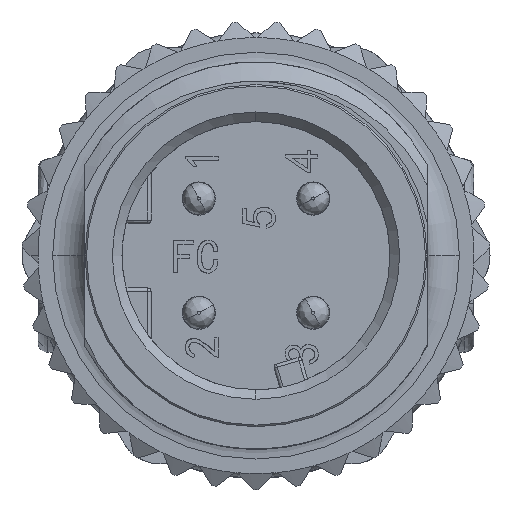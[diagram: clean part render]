
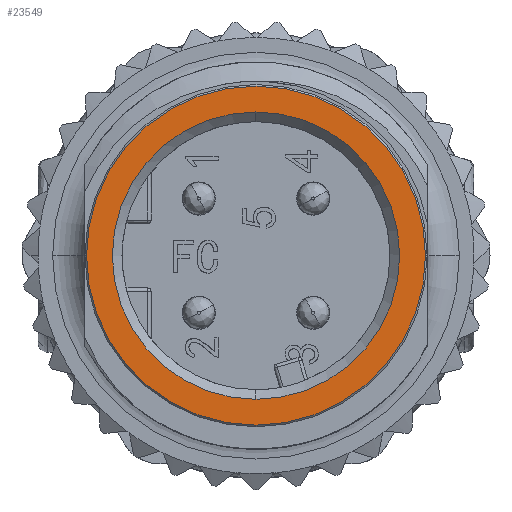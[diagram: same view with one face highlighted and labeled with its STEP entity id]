
A CAD part, left-side view. The second image highlights one B-rep face of the part: STEP entity #23549.
In plain terms, the highlighted planar face has unit normal (-1, 0, 0).
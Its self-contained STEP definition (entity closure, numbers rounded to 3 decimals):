
#7530=CARTESIAN_POINT('',(0.,0.,0.));
#7531=DIRECTION('',(-1.,0.,0.));
#7532=DIRECTION('',(0.,0.,1.));
#7533=AXIS2_PLACEMENT_3D('',#7530,#7531,#7532);
#7535=CARTESIAN_POINT('',(0.,0.,0.));
#7536=DIRECTION('',(-1.,0.,0.));
#7537=DIRECTION('',(0.,0.,-1.));
#7538=AXIS2_PLACEMENT_3D('',#7535,#7536,#7537);
#7540=CARTESIAN_POINT('',(0.,0.,0.));
#7541=DIRECTION('',(1.,0.,0.));
#7542=DIRECTION('',(0.,0.,1.));
#7543=AXIS2_PLACEMENT_3D('',#7540,#7541,#7542);
#7545=CARTESIAN_POINT('',(0.,0.,0.));
#7546=DIRECTION('',(1.,0.,0.));
#7547=DIRECTION('',(0.,0.,-1.));
#7548=AXIS2_PLACEMENT_3D('',#7545,#7546,#7547);
#10760=CARTESIAN_POINT('',(0.,0.,-5.25));
#10761=CARTESIAN_POINT('',(0.,0.,5.25));
#10762=VERTEX_POINT('',#10760);
#10763=VERTEX_POINT('',#10761);
#10816=CARTESIAN_POINT('',(0.,0.,-4.45));
#10817=CARTESIAN_POINT('',(0.,0.,4.45));
#10818=VERTEX_POINT('',#10816);
#10819=VERTEX_POINT('',#10817);
#23534=CARTESIAN_POINT('',(0.,5.25,0.));
#23535=DIRECTION('',(1.,0.,0.));
#23536=DIRECTION('',(0.,0.,-1.));
#23537=AXIS2_PLACEMENT_3D('',#23534,#23535,#23536);
#23538=PLANE('',#23537);
#23539=ORIENTED_EDGE('',*,*,#23514,.F.);
#23540=ORIENTED_EDGE('',*,*,#23527,.F.);
#23541=EDGE_LOOP('',(#23539,#23540));
#23542=FACE_OUTER_BOUND('',#23541,.F.);
#23544=ORIENTED_EDGE('',*,*,#23543,.F.);
#23546=ORIENTED_EDGE('',*,*,#23545,.F.);
#23547=EDGE_LOOP('',(#23544,#23546));
#23548=FACE_BOUND('',#23547,.F.);
#23549=ADVANCED_FACE('',(#23542,#23548),#23538,.F.);
#7534=CIRCLE('',#7533,5.25);
#7539=CIRCLE('',#7538,5.25);
#7544=CIRCLE('',#7543,4.45);
#7549=CIRCLE('',#7548,4.45);
#23514=EDGE_CURVE('',#10763,#10762,#7534,.T.);
#23527=EDGE_CURVE('',#10762,#10763,#7539,.T.);
#23543=EDGE_CURVE('',#10819,#10818,#7544,.T.);
#23545=EDGE_CURVE('',#10818,#10819,#7549,.T.);
